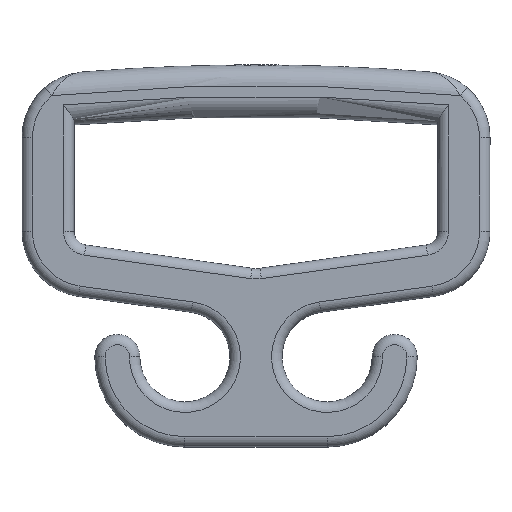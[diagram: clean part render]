
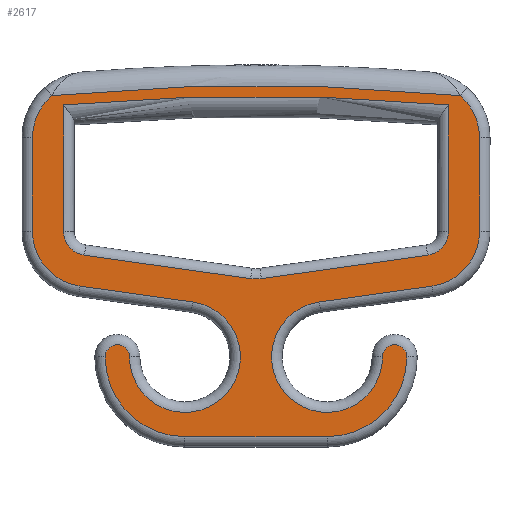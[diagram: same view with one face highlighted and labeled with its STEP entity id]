
A CAD part, top view. The second image highlights one B-rep face of the part: STEP entity #2617.
In plain terms, the highlighted planar face has unit normal (0, 0, 1).
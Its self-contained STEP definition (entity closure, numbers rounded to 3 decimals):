
#15=FACE_BOUND('',#757,.T.);
#55=PLANE('',#2890);
#166=LINE('',#5617,#307);
#168=LINE('',#5627,#309);
#169=LINE('',#5643,#310);
#170=LINE('',#5660,#311);
#172=LINE('',#5672,#313);
#179=LINE('',#5768,#320);
#181=LINE('',#5793,#322);
#183=LINE('',#5803,#324);
#184=LINE('',#5826,#325);
#307=VECTOR('',#3373,10.);
#309=VECTOR('',#3387,10.);
#310=VECTOR('',#3410,10.);
#311=VECTOR('',#3433,10.);
#313=VECTOR('',#3447,10.);
#320=VECTOR('',#3480,10.);
#322=VECTOR('',#3494,10.);
#324=VECTOR('',#3508,10.);
#325=VECTOR('',#3517,10.);
#586=FACE_OUTER_BOUND('',#756,.T.);
#756=EDGE_LOOP('',(#2322,#2323,#2324,#2325,#2326,#2327,#2328,#2329,#2330,
#2331,#2332,#2333,#2334,#2335,#2336,#2337));
#757=EDGE_LOOP('',(#2338,#2339,#2340,#2341,#2342,#2343,#2344,#2345));
#794=CIRCLE('',#2692,606.022);
#870=CIRCLE('',#2818,16.);
#874=CIRCLE('',#2824,16.);
#878=CIRCLE('',#2830,16.);
#880=CIRCLE('',#2833,3.5);
#882=CIRCLE('',#2836,23.);
#885=CIRCLE('',#2841,23.);
#887=CIRCLE('',#2844,3.5);
#889=CIRCLE('',#2847,16.);
#892=CIRCLE('',#2852,16.);
#896=CIRCLE('',#2858,16.);
#900=CIRCLE('',#2871,7.);
#904=CIRCLE('',#2877,11.);
#908=CIRCLE('',#2883,7.);
#909=CIRCLE('',#2891,603.022);
#1125=VERTEX_POINT('',#5215);
#1126=VERTEX_POINT('',#5224);
#1207=VERTEX_POINT('',#5609);
#1209=VERTEX_POINT('',#5615);
#1210=VERTEX_POINT('',#5620);
#1211=VERTEX_POINT('',#5625);
#1212=VERTEX_POINT('',#5629);
#1213=VERTEX_POINT('',#5633);
#1214=VERTEX_POINT('',#5637);
#1215=VERTEX_POINT('',#5641);
#1216=VERTEX_POINT('',#5645);
#1217=VERTEX_POINT('',#5649);
#1218=VERTEX_POINT('',#5653);
#1220=VERTEX_POINT('',#5658);
#1222=VERTEX_POINT('',#5664);
#1224=VERTEX_POINT('',#5670);
#1227=VERTEX_POINT('',#5765);
#1228=VERTEX_POINT('',#5767);
#1231=VERTEX_POINT('',#5785);
#1233=VERTEX_POINT('',#5791);
#1234=VERTEX_POINT('',#5796);
#1235=VERTEX_POINT('',#5801);
#1236=VERTEX_POINT('',#5805);
#1237=VERTEX_POINT('',#5809);
#1414=EDGE_CURVE('',#1125,#1126,#794,.T.);
#1552=EDGE_CURVE('',#1207,#1125,#870,.T.);
#1555=EDGE_CURVE('',#1209,#1207,#166,.T.);
#1558=EDGE_CURVE('',#1210,#1209,#874,.T.);
#1561=EDGE_CURVE('',#1211,#1210,#168,.T.);
#1563=EDGE_CURVE('',#1212,#1211,#878,.T.);
#1565=EDGE_CURVE('',#1213,#1212,#880,.T.);
#1567=EDGE_CURVE('',#1214,#1213,#882,.T.);
#1569=EDGE_CURVE('',#1215,#1214,#169,.T.);
#1571=EDGE_CURVE('',#1216,#1215,#885,.T.);
#1573=EDGE_CURVE('',#1217,#1216,#887,.T.);
#1575=EDGE_CURVE('',#1218,#1217,#889,.T.);
#1577=EDGE_CURVE('',#1220,#1218,#170,.T.);
#1580=EDGE_CURVE('',#1222,#1220,#892,.T.);
#1583=EDGE_CURVE('',#1224,#1222,#172,.T.);
#1586=EDGE_CURVE('',#1126,#1224,#896,.T.);
#1595=EDGE_CURVE('',#1227,#1228,#179,.T.);
#1599=EDGE_CURVE('',#1231,#1227,#900,.T.);
#1602=EDGE_CURVE('',#1233,#1231,#181,.T.);
#1605=EDGE_CURVE('',#1234,#1233,#904,.T.);
#1608=EDGE_CURVE('',#1235,#1234,#183,.T.);
#1610=EDGE_CURVE('',#1236,#1235,#908,.T.);
#1612=EDGE_CURVE('',#1237,#1236,#184,.T.);
#1617=EDGE_CURVE('',#1228,#1237,#909,.T.);
#2322=ORIENTED_EDGE('',*,*,#1586,.F.);
#2323=ORIENTED_EDGE('',*,*,#1414,.F.);
#2324=ORIENTED_EDGE('',*,*,#1552,.F.);
#2325=ORIENTED_EDGE('',*,*,#1555,.F.);
#2326=ORIENTED_EDGE('',*,*,#1558,.F.);
#2327=ORIENTED_EDGE('',*,*,#1561,.F.);
#2328=ORIENTED_EDGE('',*,*,#1563,.F.);
#2329=ORIENTED_EDGE('',*,*,#1565,.F.);
#2330=ORIENTED_EDGE('',*,*,#1567,.F.);
#2331=ORIENTED_EDGE('',*,*,#1569,.F.);
#2332=ORIENTED_EDGE('',*,*,#1571,.F.);
#2333=ORIENTED_EDGE('',*,*,#1573,.F.);
#2334=ORIENTED_EDGE('',*,*,#1575,.F.);
#2335=ORIENTED_EDGE('',*,*,#1577,.F.);
#2336=ORIENTED_EDGE('',*,*,#1580,.F.);
#2337=ORIENTED_EDGE('',*,*,#1583,.F.);
#2338=ORIENTED_EDGE('',*,*,#1617,.F.);
#2339=ORIENTED_EDGE('',*,*,#1595,.F.);
#2340=ORIENTED_EDGE('',*,*,#1599,.F.);
#2341=ORIENTED_EDGE('',*,*,#1602,.F.);
#2342=ORIENTED_EDGE('',*,*,#1605,.F.);
#2343=ORIENTED_EDGE('',*,*,#1608,.F.);
#2344=ORIENTED_EDGE('',*,*,#1610,.F.);
#2345=ORIENTED_EDGE('',*,*,#1612,.F.);
#2617=ADVANCED_FACE('',(#586,#15),#55,.T.);
#2692=AXIS2_PLACEMENT_3D('',#5225,#3058,#3059);
#2818=AXIS2_PLACEMENT_3D('',#5611,#3365,#3366);
#2824=AXIS2_PLACEMENT_3D('',#5622,#3379,#3380);
#2830=AXIS2_PLACEMENT_3D('',#5631,#3392,#3393);
#2833=AXIS2_PLACEMENT_3D('',#5635,#3398,#3399);
#2836=AXIS2_PLACEMENT_3D('',#5639,#3404,#3405);
#2841=AXIS2_PLACEMENT_3D('',#5647,#3415,#3416);
#2844=AXIS2_PLACEMENT_3D('',#5651,#3421,#3422);
#2847=AXIS2_PLACEMENT_3D('',#5655,#3427,#3428);
#2852=AXIS2_PLACEMENT_3D('',#5666,#3439,#3440);
#2858=AXIS2_PLACEMENT_3D('',#5677,#3453,#3454);
#2871=AXIS2_PLACEMENT_3D('',#5787,#3486,#3487);
#2877=AXIS2_PLACEMENT_3D('',#5798,#3500,#3501);
#2883=AXIS2_PLACEMENT_3D('',#5807,#3513,#3514);
#2890=AXIS2_PLACEMENT_3D('',#5843,#3531,#3532);
#2891=AXIS2_PLACEMENT_3D('',#5844,#3533,#3534);
#3058=DIRECTION('center_axis',(0.,0.,-1.));
#3059=DIRECTION('ref_axis',(0.,1.,0.));
#3365=DIRECTION('center_axis',(0.,0.,-1.));
#3366=DIRECTION('ref_axis',(-0.946,0.324,0.));
#3373=DIRECTION('',(0.,1.,0.));
#3379=DIRECTION('center_axis',(0.,0.,-1.));
#3380=DIRECTION('ref_axis',(-0.755,-0.656,0.));
#3387=DIRECTION('',(-0.99,0.139,0.));
#3392=DIRECTION('center_axis',(0.,0.,1.));
#3393=DIRECTION('ref_axis',(0.656,-0.755,0.));
#3398=DIRECTION('center_axis',(0.,0.,-1.));
#3399=DIRECTION('ref_axis',(0.,1.,0.));
#3404=DIRECTION('center_axis',(0.,0.,-1.));
#3405=DIRECTION('ref_axis',(-0.707,-0.707,0.));
#3410=DIRECTION('',(-1.,0.,0.));
#3415=DIRECTION('center_axis',(0.,0.,-1.));
#3416=DIRECTION('ref_axis',(0.707,-0.707,0.));
#3421=DIRECTION('center_axis',(0.,0.,-1.));
#3422=DIRECTION('ref_axis',(0.,1.,0.));
#3427=DIRECTION('center_axis',(0.,0.,1.));
#3428=DIRECTION('ref_axis',(-0.656,-0.755,0.));
#3433=DIRECTION('',(-0.99,-0.139,0.));
#3439=DIRECTION('center_axis',(0.,0.,-1.));
#3440=DIRECTION('ref_axis',(0.755,-0.656,0.));
#3447=DIRECTION('',(0.,-1.,0.));
#3453=DIRECTION('center_axis',(0.,0.,-1.));
#3454=DIRECTION('ref_axis',(0.946,0.324,0.));
#3480=DIRECTION('',(0.,1.,0.));
#3486=DIRECTION('center_axis',(0.,0.,1.));
#3487=DIRECTION('ref_axis',(0.755,-0.656,0.));
#3494=DIRECTION('',(0.99,0.139,0.));
#3500=DIRECTION('center_axis',(0.,0.,1.));
#3501=DIRECTION('ref_axis',(0.,-1.,0.));
#3508=DIRECTION('',(0.99,-0.139,0.));
#3513=DIRECTION('center_axis',(0.,0.,1.));
#3514=DIRECTION('ref_axis',(-0.755,-0.656,0.));
#3517=DIRECTION('',(0.,-1.,0.));
#3531=DIRECTION('center_axis',(0.,0.,1.));
#3532=DIRECTION('ref_axis',(1.,0.,0.));
#3533=DIRECTION('center_axis',(0.,0.,1.));
#3534=DIRECTION('ref_axis',(0.,1.,0.));
#5215=CARTESIAN_POINT('',(-58.954,-1.374,15.));
#5224=CARTESIAN_POINT('',(58.954,-1.374,15.));
#5225=CARTESIAN_POINT('Origin',(0.,-604.522,
15.));
#5609=CARTESIAN_POINT('',(-64.5,-13.487,15.));
#5611=CARTESIAN_POINT('Origin',(-48.5,-13.487,15.));
#5615=CARTESIAN_POINT('',(-64.5,-40.5,15.));
#5617=CARTESIAN_POINT('',(-64.5,-30.556,15.));
#5620=CARTESIAN_POINT('',(-50.727,-56.344,15.));
#5622=CARTESIAN_POINT('Origin',(-48.5,-40.5,15.));
#5625=CARTESIAN_POINT('',(-18.273,-60.905,15.));
#5627=CARTESIAN_POINT('',(-43.004,-57.43,15.));
#5629=CARTESIAN_POINT('',(-36.5,-76.75,15.));
#5631=CARTESIAN_POINT('Origin',(-20.5,-76.75,15.));
#5633=CARTESIAN_POINT('',(-43.5,-76.75,15.));
#5635=CARTESIAN_POINT('Origin',(-40.,-76.75,15.));
#5637=CARTESIAN_POINT('',(-20.5,-99.75,15.));
#5639=CARTESIAN_POINT('Origin',(-20.5,-76.75,15.));
#5641=CARTESIAN_POINT('',(20.5,-99.75,15.));
#5643=CARTESIAN_POINT('',(-27.125,-99.75,15.));
#5645=CARTESIAN_POINT('',(43.5,-76.75,15.));
#5647=CARTESIAN_POINT('Origin',(20.5,-76.75,15.));
#5649=CARTESIAN_POINT('',(36.5,-76.75,15.));
#5651=CARTESIAN_POINT('Origin',(40.,-76.75,15.));
#5653=CARTESIAN_POINT('',(18.273,-60.905,15.));
#5655=CARTESIAN_POINT('Origin',(20.5,-76.75,15.));
#5658=CARTESIAN_POINT('',(50.727,-56.344,15.));
#5660=CARTESIAN_POINT('',(9.907,-62.081,15.));
#5664=CARTESIAN_POINT('',(64.5,-40.5,15.));
#5666=CARTESIAN_POINT('Origin',(48.5,-40.5,15.));
#5670=CARTESIAN_POINT('',(64.5,-13.487,15.));
#5672=CARTESIAN_POINT('',(64.5,-30.556,15.));
#5677=CARTESIAN_POINT('Origin',(48.5,-13.487,15.));
#5765=CARTESIAN_POINT('',(55.5,-40.5,15.));
#5767=CARTESIAN_POINT('',(55.5,-4.059,15.));
#5768=CARTESIAN_POINT('',(55.5,-44.062,15.));
#5785=CARTESIAN_POINT('',(49.474,-47.432,15.));
#5787=CARTESIAN_POINT('Origin',(48.5,-40.5,15.));
#5791=CARTESIAN_POINT('',(1.531,-54.17,15.));
#5793=CARTESIAN_POINT('',(-15.317,-56.538,15.));
#5796=CARTESIAN_POINT('',(-1.531,-54.17,15.));
#5798=CARTESIAN_POINT('Origin',(0.,-43.277,
15.));
#5801=CARTESIAN_POINT('',(-49.474,-47.432,15.));
#5803=CARTESIAN_POINT('',(-17.779,-51.886,15.));
#5805=CARTESIAN_POINT('',(-55.5,-40.5,15.));
#5807=CARTESIAN_POINT('Origin',(-48.5,-40.5,15.));
#5809=CARTESIAN_POINT('',(-55.5,-4.059,15.));
#5826=CARTESIAN_POINT('',(-55.5,-44.062,15.));
#5843=CARTESIAN_POINT('Origin',(-33.75,-47.625,15.));
#5844=CARTESIAN_POINT('Origin',(0.,-604.522,
15.));
